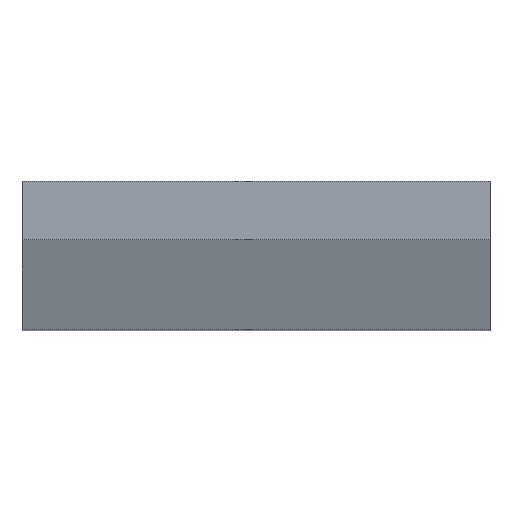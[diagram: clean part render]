
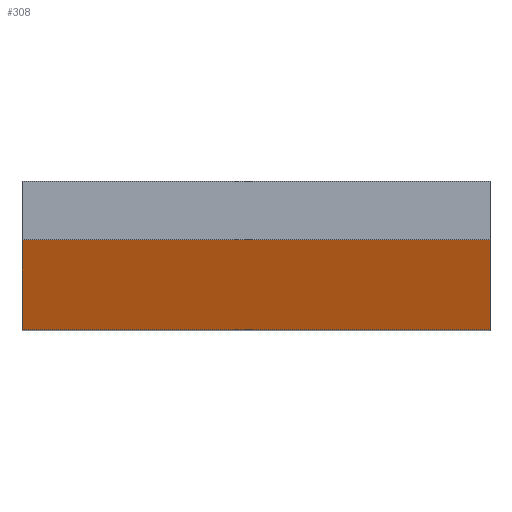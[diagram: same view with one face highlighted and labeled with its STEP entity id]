
A CAD part, top view. The second image highlights one B-rep face of the part: STEP entity #308.
In plain terms, the highlighted planar face has unit normal (0, -0.342, 0.94).
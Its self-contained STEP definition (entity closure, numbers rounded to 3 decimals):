
#45=VERTEX_POINT('',#46);
#46=CARTESIAN_POINT('',(-2.5,0.72,25.27));
#50=ORIENTED_EDGE('',*,*,#51,.F.);
#51=EDGE_CURVE('',#52,#45,#54,.T.);
#52=VERTEX_POINT('',#53);
#53=CARTESIAN_POINT('',(-2.5,-2.33,24.16));
#54=LINE('',#53,#55);
#55=VECTOR('',#56,1.);
#56=DIRECTION('',(0.,0.94,0.342));
#98=VECTOR('',#99,1.);
#99=DIRECTION('',(1.,0.,0.));
#230=VERTEX_POINT('',#231);
#231=CARTESIAN_POINT('',(13.4,-2.33,24.16));
#233=EDGE_CURVE('',#52,#230,#234,.T.);
#234=LINE('',#53,#98);
#308=ADVANCED_FACE('',(#309),#322,.T.);
#309=FACE_BOUND('',#310,.T.);
#310=EDGE_LOOP('',(#311,#312,#319,#50));
#311=ORIENTED_EDGE('',*,*,#233,.T.);
#312=ORIENTED_EDGE('',*,*,#313,.T.);
#313=EDGE_CURVE('',#230,#314,#316,.T.);
#314=VERTEX_POINT('',#315);
#315=CARTESIAN_POINT('',(13.4,0.72,25.27));
#316=LINE('',#231,#317);
#317=VECTOR('',#318,1.);
#318=DIRECTION('',(0.,0.94,0.342)  );
#319=ORIENTED_EDGE('',*,*,#320,.F.);
#320=EDGE_CURVE('',#45,#314,#321,.T.);
#321=LINE('',#46,#98);
#322=PLANE('',#323);
#323=AXIS2_PLACEMENT_3D('',#53,#324,#325);
#324=DIRECTION('',(0.,-0.342,0.94    ));
#325=DIRECTION('',(0.,0.94,0.342)  );
